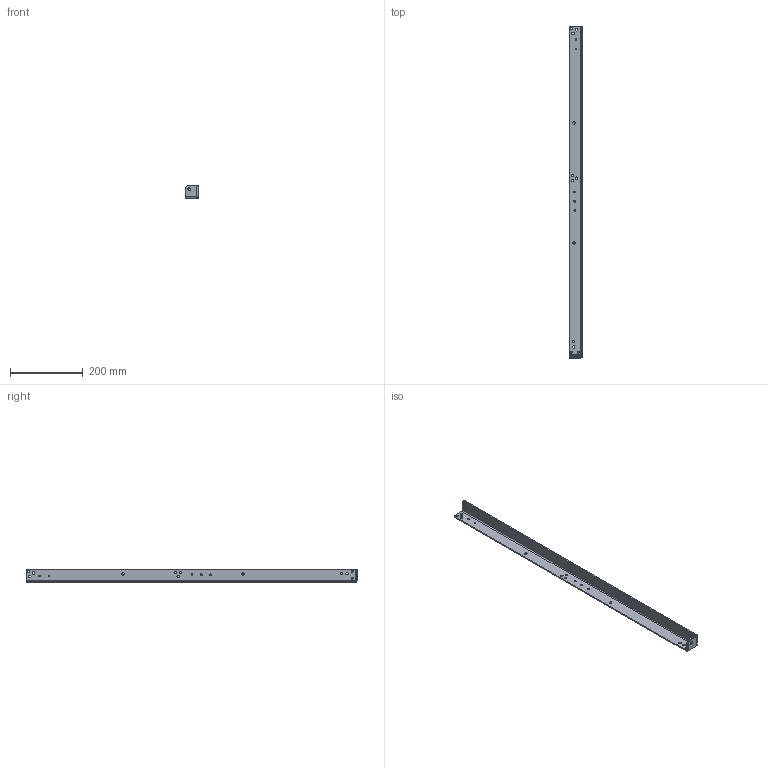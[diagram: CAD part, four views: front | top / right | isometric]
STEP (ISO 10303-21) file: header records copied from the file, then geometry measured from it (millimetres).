
FILE_DESCRIPTION (( 'STEP AP203' ), '1' );
FILE_NAME ('am-5419 Sheet Metal Upright.STEP', '2024-04-24T17:21:42', ( '' ), ( '' ), 'SwSTEP 2.0', 'SolidWorks 2024', '' );
FILE_SCHEMA (( 'CONFIG_CONTROL_DESIGN' ));
Length unit declared in the file: inch
Products named in the file (1): am-5419 Sheet Metal Upright
Bounding box: 38.1 x 914.4 x 38.1 mm (x, y, z)
Volume: 208472.2 mm3; surface area: 140195.9 mm2
Topology: 1 solids, 1 shells, 107 faces, 291 edges, 186 vertices
Faces by surface type: cylinder 82, plane 25
Entity records: 3660 total; most frequent: DIRECTION 671, CARTESIAN_POINT 585, ORIENTED_EDGE 582, EDGE_CURVE 291, AXIS2_PLACEMENT_3D 272, VERTEX_POINT 186, EDGE_LOOP 179, CIRCLE 164
